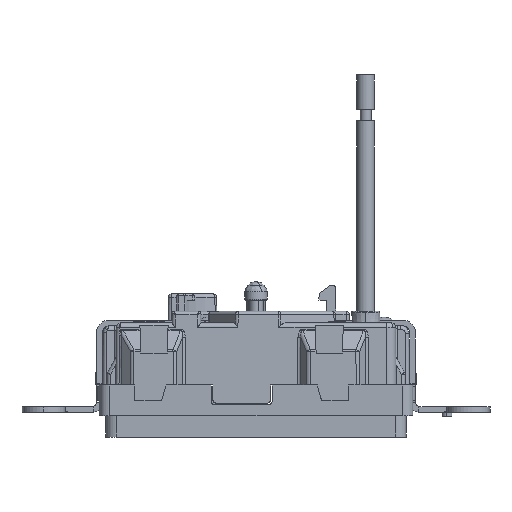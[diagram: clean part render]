
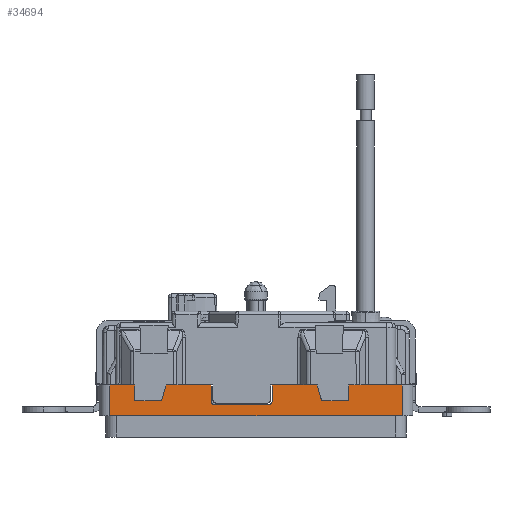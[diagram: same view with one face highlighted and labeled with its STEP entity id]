
A CAD part, left-side view. The second image highlights one B-rep face of the part: STEP entity #34694.
In plain terms, the highlighted planar face has unit normal (-1, 0, 0).
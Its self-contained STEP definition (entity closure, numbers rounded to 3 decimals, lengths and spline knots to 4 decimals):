
#100 = DIRECTION ( 'NONE',  ( 0., -1., 0. ) ) ;
#903 = CARTESIAN_POINT ( 'NONE',  ( -0.664, 0.3905, -0.161 ) ) ;
#1855 = CARTESIAN_POINT ( 'NONE',  ( -0.664, -1.272, -0.161 ) ) ;
#2371 = ORIENTED_EDGE ( 'NONE', *, *, #71579, .F. ) ;
#4471 = CARTESIAN_POINT ( 'NONE',  ( -0.664, 0.3905, -0.1609 ) ) ;
#4772 = ORIENTED_EDGE ( 'NONE', *, *, #15327, .T. ) ;
#4838 = CARTESIAN_POINT ( 'NONE',  ( -0.664, -1.272, -0.4271 ) ) ;
#5505 = VERTEX_POINT ( 'NONE', #40901 ) ;
#5735 = CARTESIAN_POINT ( 'NONE',  ( -0.664, -1.3651, -0.427 ) ) ;
#6290 = VECTOR ( 'NONE', #50683, 39.3701 ) ;
#6468 = LINE ( 'NONE', #4471, #18535 ) ;
#8087 = DIRECTION ( 'NONE',  ( 1., 0., 0. ) ) ;
#8509 = DIRECTION ( 'NONE',  ( 0., 0., -1. ) ) ;
#9155 = CARTESIAN_POINT ( 'NONE',  ( -0.664, -1.2721, -0.161 ) ) ;
#9510 = CARTESIAN_POINT ( 'NONE',  ( -0.664, 0.992, -0.161 ) ) ;
#9770 = CARTESIAN_POINT ( 'NONE',  ( -0.664, -1.2721, -0.161 ) ) ;
#10739 = ORIENTED_EDGE ( 'NONE', *, *, #23077, .F. ) ;
#11062 = VECTOR ( 'NONE', #37835, 39.3701 ) ;
#11611 = DIRECTION ( 'NONE',  ( 0., 0., -1. ) ) ;
#12306 = VECTOR ( 'NONE', #100, 39.3701 ) ;
#12792 = DIRECTION ( 'NONE',  ( 0., 0., 1. ) ) ;
#14300 = DIRECTION ( 'NONE',  ( 0., -1., 0. ) ) ;
#14390 = CARTESIAN_POINT ( 'NONE',  ( -0.664, 0.3605, -0.333 ) ) ;
#14508 = ORIENTED_EDGE ( 'NONE', *, *, #46660, .T. ) ;
#14631 = EDGE_LOOP ( 'NONE', ( #41800, #47522, #47941, #34622, #46865, #4772, #50359, #14508, #62887, #17237, #31995, #2371, #27955, #10739 ) ) ;
#14790 = DIRECTION ( 'NONE',  ( 0., 0., -1. ) ) ;
#14927 = DIRECTION ( 'NONE',  ( 0., -1., 0. ) ) ;
#15046 = DIRECTION ( 'NONE',  ( 1., 0., 0. ) ) ;
#15327 = EDGE_CURVE ( 'NONE', #49230, #56157, #66786, .T. ) ;
#17237 = ORIENTED_EDGE ( 'NONE', *, *, #60509, .F. ) ;
#18535 = VECTOR ( 'NONE', #12792, 39.3701 ) ;
#19753 = EDGE_CURVE ( 'NONE', #55996, #70956, #29954, .T. ) ;
#20336 = LINE ( 'NONE', #55993, #11062 ) ;
#23077 = EDGE_CURVE ( 'NONE', #46411, #58099, #64630, .T. ) ;
#23569 = LINE ( 'NONE', #4838, #69131 ) ;
#25836 = LINE ( 'NONE', #9770, #61203 ) ;
#27264 = EDGE_CURVE ( 'NONE', #5505, #58698, #69396, .T. ) ;
#27955 = ORIENTED_EDGE ( 'NONE', *, *, #28151, .F. ) ;
#28151 = EDGE_CURVE ( 'NONE', #58099, #30313, #56179, .T. ) ;
#28301 = AXIS2_PLACEMENT_3D ( 'NONE', #61819, #15046, #14790 ) ;
#28639 = DIRECTION ( 'NONE',  ( 0., 0., 1. ) ) ;
#29295 = VERTEX_POINT ( 'NONE', #903 ) ;
#29954 = LINE ( 'NONE', #47917, #12306 ) ;
#30313 = VERTEX_POINT ( 'NONE', #72486 ) ;
#30805 = LINE ( 'NONE', #60675, #53979 ) ;
#31727 = VERTEX_POINT ( 'NONE', #14390 ) ;
#31995 = ORIENTED_EDGE ( 'NONE', *, *, #58671, .T. ) ;
#32402 = EDGE_CURVE ( 'NONE', #55996, #58698, #59270, .T. ) ;
#32792 = CARTESIAN_POINT ( 'NONE',  ( -0.664, -0.1405, -0.303 ) ) ;
#32826 = AXIS2_PLACEMENT_3D ( 'NONE', #46578, #64489, #28639 ) ;
#34608 = CARTESIAN_POINT ( 'NONE',  ( -0.664, -1.272, -0.427 ) ) ;
#34622 = ORIENTED_EDGE ( 'NONE', *, *, #27264, .F. ) ;
#34694 = ADVANCED_FACE ( 'NONE', ( #67418 ), #40334, .T. ) ;
#35108 = AXIS2_PLACEMENT_3D ( 'NONE', #49897, #8087, #14300 ) ;
#35356 = CARTESIAN_POINT ( 'NONE',  ( -0.664, -0.1105, -0.333 ) ) ;
#35655 = CARTESIAN_POINT ( 'NONE',  ( -0.664, -1.3651, -0.161 ) ) ;
#35815 = EDGE_CURVE ( 'NONE', #70956, #46411, #23569, .T. ) ;
#35899 = DIRECTION ( 'NONE',  ( 0., -1., 0. ) ) ;
#37835 = DIRECTION ( 'NONE',  ( 0., 1., 0. ) ) ;
#38636 = CARTESIAN_POINT ( 'NONE',  ( -0.664, -0.1405, -0.1609 ) ) ;
#39178 = CARTESIAN_POINT ( 'NONE',  ( -0.664, -1.3651, -0.161 ) ) ;
#40334 = PLANE ( 'NONE',  #32826 ) ;
#40417 = CARTESIAN_POINT ( 'NONE',  ( -0.664, -0.539, -0.161 ) ) ;
#40567 = DIRECTION ( 'NONE',  ( 0., 1., 0. ) ) ;
#40687 = DIRECTION ( 'NONE',  ( 0., 1., 0. ) ) ;
#40869 = EDGE_CURVE ( 'NONE', #5505, #49230, #43175, .T. ) ;
#40901 = CARTESIAN_POINT ( 'NONE',  ( -0.664, -0.1405, -0.161 ) ) ;
#41800 = ORIENTED_EDGE ( 'NONE', *, *, #35815, .F. ) ;
#43175 = LINE ( 'NONE', #38636, #45921 ) ;
#45921 = VECTOR ( 'NONE', #8509, 39.3701 ) ;
#46411 = VERTEX_POINT ( 'NONE', #34608 ) ;
#46578 = CARTESIAN_POINT ( 'NONE',  ( -0.664, -1.2721, -0.1609 ) ) ;
#46660 = EDGE_CURVE ( 'NONE', #31727, #65194, #52689, .T. ) ;
#46865 = ORIENTED_EDGE ( 'NONE', *, *, #40869, .T. ) ;
#47522 = ORIENTED_EDGE ( 'NONE', *, *, #19753, .F. ) ;
#47917 = CARTESIAN_POINT ( 'NONE',  ( -0.664, -1.3651, -0.161 ) ) ;
#47941 = ORIENTED_EDGE ( 'NONE', *, *, #32402, .T. ) ;
#47945 = VECTOR ( 'NONE', #40567, 39.3701 ) ;
#49230 = VERTEX_POINT ( 'NONE', #32792 ) ;
#49897 = CARTESIAN_POINT ( 'NONE',  ( -0.664, -0.1105, -0.303 ) ) ;
#50151 = LINE ( 'NONE', #35655, #77131 ) ;
#50359 = ORIENTED_EDGE ( 'NONE', *, *, #58455, .T. ) ;
#50674 = VERTEX_POINT ( 'NONE', #74487 ) ;
#50683 = DIRECTION ( 'NONE',  ( 0., 1., 0. ) ) ;
#52689 = CIRCLE ( 'NONE', #28301, 0.03 ) ;
#53579 = VECTOR ( 'NONE', #69059, 39.3701 ) ;
#53979 = VECTOR ( 'NONE', #14927, 39.3701 ) ;
#55993 = CARTESIAN_POINT ( 'NONE',  ( -0.664, -1.2721, -0.333 ) ) ;
#55996 = VERTEX_POINT ( 'NONE', #74611 ) ;
#56157 = VERTEX_POINT ( 'NONE', #35356 ) ;
#56179 = LINE ( 'NONE', #57456, #64567 ) ;
#56943 = DIRECTION ( 'NONE',  ( 0., 0., 1. ) ) ;
#57456 = CARTESIAN_POINT ( 'NONE',  ( -0.664, 1.272, -0.1609 ) ) ;
#58099 = VERTEX_POINT ( 'NONE', #75051 ) ;
#58455 = EDGE_CURVE ( 'NONE', #56157, #31727, #20336, .T. ) ;
#58671 = EDGE_CURVE ( 'NONE', #50674, #76818, #25836, .T. ) ;
#58698 = VERTEX_POINT ( 'NONE', #40417 ) ;
#59270 = LINE ( 'NONE', #9155, #6290 ) ;
#60509 = EDGE_CURVE ( 'NONE', #50674, #29295, #30805, .T. ) ;
#60528 = CARTESIAN_POINT ( 'NONE',  ( -0.664, 0.3905, -0.303 ) ) ;
#60675 = CARTESIAN_POINT ( 'NONE',  ( -0.664, -1.3651, -0.161 ) ) ;
#61203 = VECTOR ( 'NONE', #40687, 39.3701 ) ;
#61819 = CARTESIAN_POINT ( 'NONE',  ( -0.664, 0.3605, -0.303 ) ) ;
#62887 = ORIENTED_EDGE ( 'NONE', *, *, #70813, .T. ) ;
#64489 = DIRECTION ( 'NONE',  ( -1., 0., 0. ) ) ;
#64567 = VECTOR ( 'NONE', #56943, 39.3701 ) ;
#64630 = LINE ( 'NONE', #5735, #47945 ) ;
#65194 = VERTEX_POINT ( 'NONE', #60528 ) ;
#66786 = CIRCLE ( 'NONE', #35108, 0.03 ) ;
#67418 = FACE_OUTER_BOUND ( 'NONE', #14631, .T. ) ;
#69059 = DIRECTION ( 'NONE',  ( 0., -1., 0. ) ) ;
#69131 = VECTOR ( 'NONE', #11611, 39.3701 ) ;
#69396 = LINE ( 'NONE', #39178, #53579 ) ;
#70813 = EDGE_CURVE ( 'NONE', #65194, #29295, #6468, .T. ) ;
#70956 = VERTEX_POINT ( 'NONE', #1855 ) ;
#71579 = EDGE_CURVE ( 'NONE', #30313, #76818, #50151, .T. ) ;
#72486 = CARTESIAN_POINT ( 'NONE',  ( -0.664, 1.272, -0.161 ) ) ;
#74487 = CARTESIAN_POINT ( 'NONE',  ( -0.664, 0.789, -0.161 ) ) ;
#74611 = CARTESIAN_POINT ( 'NONE',  ( -0.664, -0.742, -0.161 ) ) ;
#75051 = CARTESIAN_POINT ( 'NONE',  ( -0.664, 1.272, -0.427 ) ) ;
#76818 = VERTEX_POINT ( 'NONE', #9510 ) ;
#77131 = VECTOR ( 'NONE', #35899, 39.3701 ) ;
